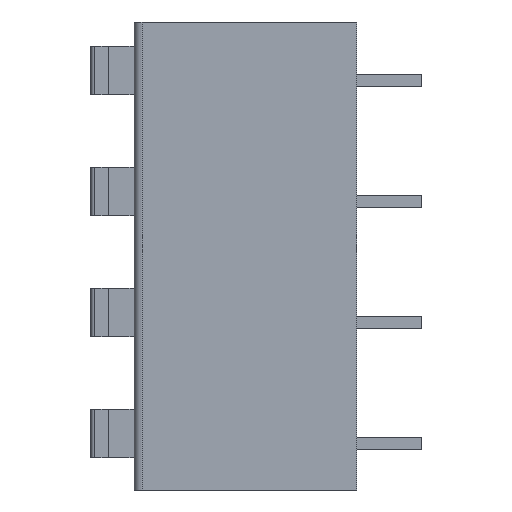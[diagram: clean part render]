
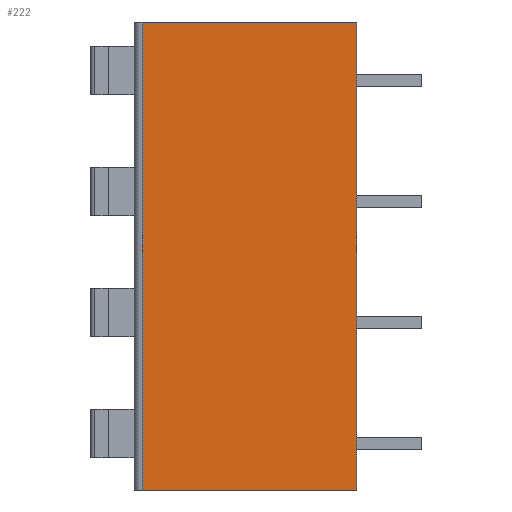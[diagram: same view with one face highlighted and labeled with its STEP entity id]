
A CAD part, left-side view. The second image highlights one B-rep face of the part: STEP entity #222.
In plain terms, the highlighted planar face has unit normal (-1, 0, 0).
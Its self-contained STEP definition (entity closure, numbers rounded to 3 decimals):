
#222 = ADVANCED_FACE( '', ( #560 ), #561, .F. );
#560 = FACE_OUTER_BOUND( '', #1019, .T. );
#561 = PLANE( '', #1020 );
#1019 = EDGE_LOOP( '', ( #1616, #1617, #1618, #1619 ) );
#1020 = AXIS2_PLACEMENT_3D( '', #1620, #1621, #1622 );
#1616 = ORIENTED_EDGE( '', *, *, #2937, .T. );
#1617 = ORIENTED_EDGE( '', *, *, #2832, .F. );
#1618 = ORIENTED_EDGE( '', *, *, #2938, .F. );
#1619 = ORIENTED_EDGE( '', *, *, #2939, .T. );
#1620 = CARTESIAN_POINT( '', ( -8.3, 13.3, 27.5 ) );
#1621 = DIRECTION( '', ( 1., 0., 0. ) );
#1622 = DIRECTION( '', ( 0., 0., -1. ) );
#2832 = EDGE_CURVE( '', #3410, #3408, #3412, .T. );
#2937 = EDGE_CURVE( '', #3594, #3408, #3595, .T. );
#2938 = EDGE_CURVE( '', #3596, #3410, #3597, .T. );
#2939 = EDGE_CURVE( '', #3596, #3594, #3598, .T. );
#3408 = VERTEX_POINT( '', #4249 );
#3410 = VERTEX_POINT( '', #4252 );
#3412 = LINE( '', #4255, #4256 );
#3594 = VERTEX_POINT( '', #4518 );
#3595 = LINE( '', #4519, #4520 );
#3596 = VERTEX_POINT( '', #4521 );
#3597 = LINE( '', #4522, #4523 );
#3598 = LINE( '', #4524, #4525 );
#4249 = CARTESIAN_POINT( '', ( -8.3, 0., 0. ) );
#4252 = CARTESIAN_POINT( '', ( -8.3, 0., 29. ) );
#4255 = CARTESIAN_POINT( '', ( -8.3, 0., 27.5 ) );
#4256 = VECTOR( '', #5402, 1000. );
#4518 = CARTESIAN_POINT( '', ( -8.3, 13.3, 0. ) );
#4519 = CARTESIAN_POINT( '', ( -8.3, 13.3, 0. ) );
#4520 = VECTOR( '', #5498, 1000. );
#4521 = CARTESIAN_POINT( '', ( -8.3, 13.3, 29. ) );
#4522 = CARTESIAN_POINT( '', ( -8.3, 13.3, 29. ) );
#4523 = VECTOR( '', #5499, 1000. );
#4524 = CARTESIAN_POINT( '', ( -8.3, 13.3, 27.5 ) );
#4525 = VECTOR( '', #5500, 1000. );
#5402 = DIRECTION( '', ( 0., 0., -1. ) );
#5498 = DIRECTION( '', ( 0., -1., 0. ) );
#5499 = DIRECTION( '', ( 0., -1., 0. ) );
#5500 = DIRECTION( '', ( 0., 0., -1. ) );
